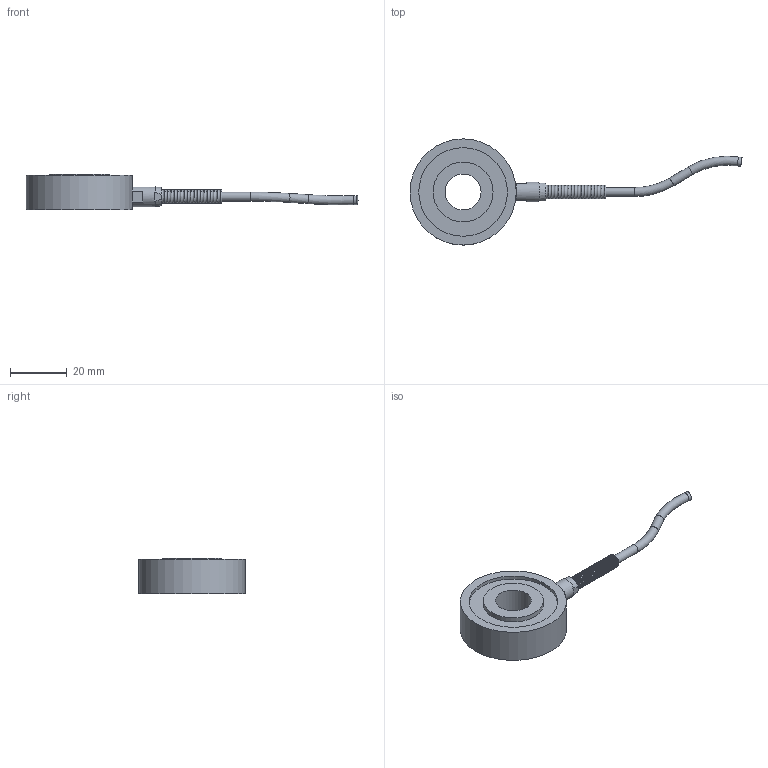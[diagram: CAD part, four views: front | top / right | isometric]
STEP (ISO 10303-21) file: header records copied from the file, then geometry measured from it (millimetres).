
FILE_DESCRIPTION((''),'2;1');
FILE_NAME('LTH350 1-2 ID.stp','2010-12-20T15:02:10',('thomasl'),(''),'Autodesk Inventor 2008','Autodesk Inventor 2008','');
FILE_SCHEMA(('AUTOMOTIVE_DESIGN { 1 0 10303 214 1 1 1 1 }'));
Length unit declared in the file: inch
Products named in the file (2): LTH350 1-2 ID; PART1
Assembly tree (1 placements, depth 2):
  LTH350 1-2 ID
    PART1
Bounding box: 117.52 x 37.59 x 12.7 mm (x, y, z)
Volume: 11902.2 mm3; surface area: 6004.4 mm2
Topology: 1 solids, 2 shells, 104 faces, 216 edges, 126 vertices
Faces by surface type: bspline 51, plane 26, cylinder 18, cone 5, torus 4
Full cylindrical faces by diameter (mm): 3.048 x1, 3.175 x3, 4.801 x1, 5.334 x1, 5.791 x1, 7.061 x1, 12.7 x1, 19.177 x1, 20.193 x1, 20.269 x1, 21.209 x1, 31.369 x1, 32.309 x1, 32.385 x1, 33.401 x1, 37.592 x1
Entity records: 6205 total; most frequent: CARTESIAN_POINT 4440, DIRECTION 341, ORIENTED_EDGE 268, EDGE_LOOP 192, AXIS2_PLACEMENT_3D 161, EDGE_CURVE 134, VERTEX_POINT 117, CIRCLE 105
